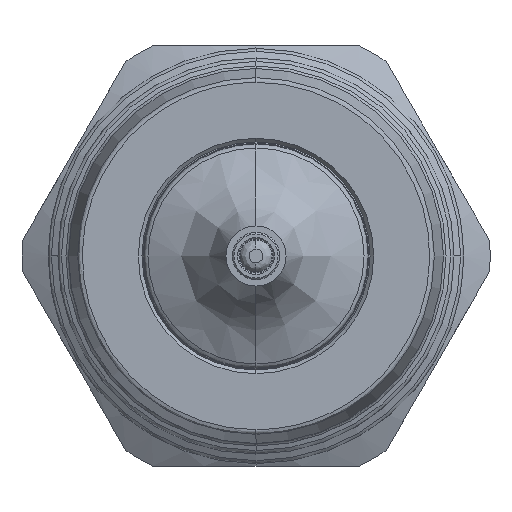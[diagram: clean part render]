
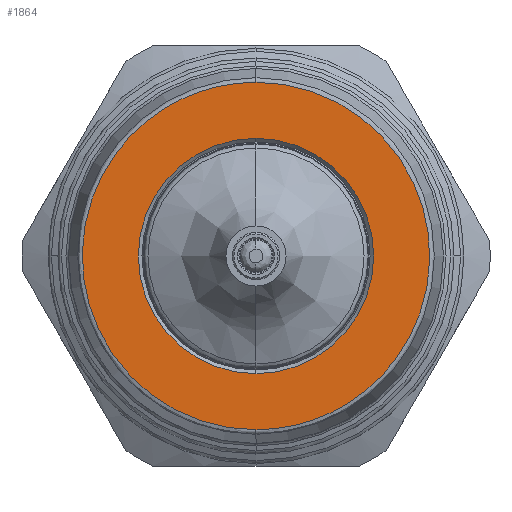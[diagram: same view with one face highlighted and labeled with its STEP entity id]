
A CAD part, left-side view. The second image highlights one B-rep face of the part: STEP entity #1864.
In plain terms, the highlighted planar face has unit normal (-1, 0, 0).
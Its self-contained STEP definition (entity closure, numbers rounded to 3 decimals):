
#80 = CARTESIAN_POINT ( 'NONE',  ( -46., 0., 9.8 ) ) ;
#105 = CARTESIAN_POINT ( 'NONE',  ( -46., 0., -9.8 ) ) ;
#108 = CARTESIAN_POINT ( 'NONE',  ( -46., 0., -14.471 ) ) ;
#123 = CARTESIAN_POINT ( 'NONE',  ( -46., 0., 14.471 ) ) ;
#148 = EDGE_CURVE ( 'NONE', #2554, #2584, #269, .T. ) ;
#269 =( BOUNDED_CURVE ( )  B_SPLINE_CURVE ( 3, ( #1326, #1323, #1318, #1311 ),
 .UNSPECIFIED., .F., .F. ) 
 B_SPLINE_CURVE_WITH_KNOTS ( ( 4, 4 ),
 ( 0., 1. ),
 .UNSPECIFIED. ) 
 CURVE ( )  GEOMETRIC_REPRESENTATION_ITEM ( )  RATIONAL_B_SPLINE_CURVE ( ( 1., 0.333, 0.333, 1. ) ) 
 REPRESENTATION_ITEM ( '' )  );
#276 =( BOUNDED_CURVE ( )  B_SPLINE_CURVE ( 3, ( #2445, #2446, #2444, #2442 ),
 .UNSPECIFIED., .F., .T. ) 
 B_SPLINE_CURVE_WITH_KNOTS ( ( 4, 4 ),
 ( 0., 1. ),
 .UNSPECIFIED. ) 
 CURVE ( )  GEOMETRIC_REPRESENTATION_ITEM ( )  RATIONAL_B_SPLINE_CURVE ( ( 1., 0.333, 0.333, 1. ) ) 
 REPRESENTATION_ITEM ( '' )  );
#393 = ORIENTED_EDGE ( 'NONE', *, *, #148, .F. ) ;
#395 = ORIENTED_EDGE ( 'NONE', *, *, #1759, .F. ) ;
#417 = ORIENTED_EDGE ( 'NONE', *, *, #1734, .F. ) ;
#422 = ORIENTED_EDGE ( 'NONE', *, *, #1817, .F. ) ;
#526 = EDGE_LOOP ( 'NONE', ( #422, #393 ) ) ;
#528 = EDGE_LOOP ( 'NONE', ( #395, #417 ) ) ;
#1236 = DIRECTION ( 'NONE',  ( 0., 0., -1. ) ) ;
#1238 = CARTESIAN_POINT ( 'NONE',  ( -46., 10.2, 0. ) ) ;
#1239 = DIRECTION ( 'NONE',  ( 1., 0., 0. ) ) ;
#1242 = PLANE ( 'NONE',  #1923 ) ;
#1311 = CARTESIAN_POINT ( 'NONE',  ( -46., 0., -14.471 ) ) ;
#1318 = CARTESIAN_POINT ( 'NONE',  ( -46., -28.942, -14.471 ) ) ;
#1323 = CARTESIAN_POINT ( 'NONE',  ( -46., -28.942, 14.471 ) ) ;
#1326 = CARTESIAN_POINT ( 'NONE',  ( -46., 0., 14.471 ) ) ;
#1595 = AXIS2_PLACEMENT_3D ( 'NONE', #2280, #2279, #2277 ) ;
#1611 = AXIS2_PLACEMENT_3D ( 'NONE', #2401, #2399, #2400 ) ;
#1734 = EDGE_CURVE ( 'NONE', #2586, #2607, #2134, .T. ) ;
#1759 = EDGE_CURVE ( 'NONE', #2607, #2586, #2091, .T. ) ;
#1817 = EDGE_CURVE ( 'NONE', #2584, #2554, #276, .T. ) ;
#1864 = ADVANCED_FACE ( 'NONE', ( #1998, #1995 ), #1242, .F. ) ;
#1923 = AXIS2_PLACEMENT_3D ( 'NONE', #1238, #1239, #1236 ) ;
#1995 = FACE_OUTER_BOUND ( 'NONE', #526, .T. ) ;
#1998 = FACE_BOUND ( 'NONE', #528, .T. ) ;
#2091 = CIRCLE ( 'NONE', #1595, 9.8 ) ;
#2134 = CIRCLE ( 'NONE', #1611, 9.8 ) ;
#2277 = DIRECTION ( 'NONE',  ( 0., 0., 1. ) ) ;
#2279 = DIRECTION ( 'NONE',  ( -1., 0., 0. ) ) ;
#2280 = CARTESIAN_POINT ( 'NONE',  ( -46., 0., 0. ) ) ;
#2399 = DIRECTION ( 'NONE',  ( -1., 0., 0. ) ) ;
#2400 = DIRECTION ( 'NONE',  ( 0., 0., 1. ) ) ;
#2401 = CARTESIAN_POINT ( 'NONE',  ( -46., 0., 0. ) ) ;
#2442 = CARTESIAN_POINT ( 'NONE',  ( -46., 0., 14.471 ) ) ;
#2444 = CARTESIAN_POINT ( 'NONE',  ( -46., 28.942, 14.471 ) ) ;
#2445 = CARTESIAN_POINT ( 'NONE',  ( -46., 0., -14.471 ) ) ;
#2446 = CARTESIAN_POINT ( 'NONE',  ( -46., 28.942, -14.471 ) ) ;
#2554 = VERTEX_POINT ( 'NONE', #123 ) ;
#2584 = VERTEX_POINT ( 'NONE', #108 ) ;
#2586 = VERTEX_POINT ( 'NONE', #105 ) ;
#2607 = VERTEX_POINT ( 'NONE', #80 ) ;
